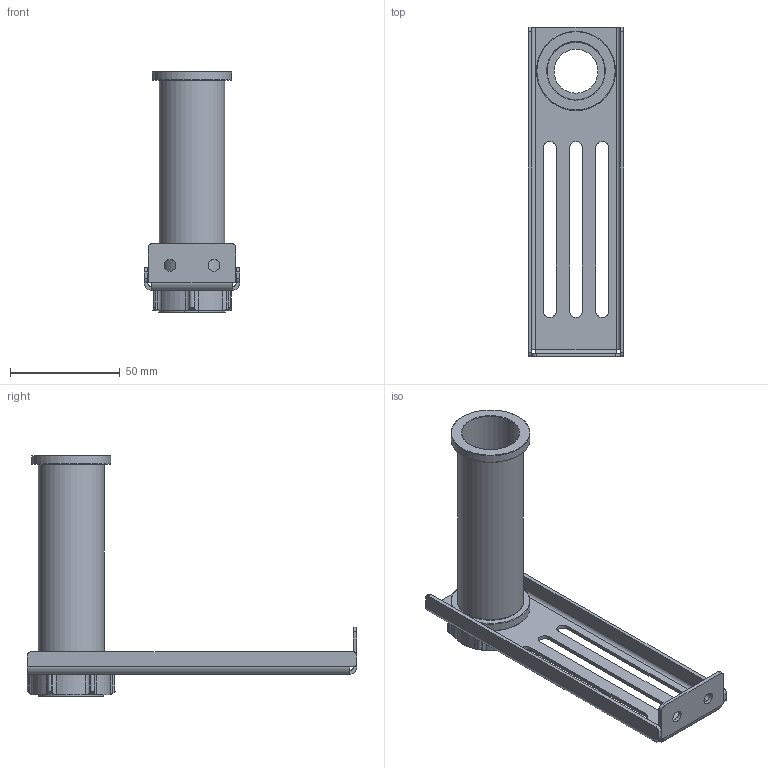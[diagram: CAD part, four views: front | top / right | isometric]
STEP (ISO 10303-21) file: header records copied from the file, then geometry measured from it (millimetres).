
FILE_DESCRIPTION(/* description */ (''),/* implementation_level */ '2;1');
FILE_NAME(/* name */ 'Filament_Coil_Holder.stp',/* time_stamp */ '2020-05-25T21:42:56+03:00',/* author */ ('fader'),/* organization */ (''),/* preprocessor_version */ 'ST-DEVELOPER v18.1',/* originating_system */ 'Autodesk Inventor 2020',/* authorisation */ '');
FILE_SCHEMA (('AUTOMOTIVE_DESIGN { 1 0 10303 214 3 1 1 }'));
Length unit declared in the file: millimetre
Products named in the file (4): Держатель_катушки_
в_сборе; Вал_для_катушки; Держатель_катушки_
основание; Гайка_вала_катушки
Assembly tree (3 placements, depth 2):
  Держатель_катушки_
в_сборе
    Вал_для_катушки
    Держатель_катушки_
основание
    Гайка_вала_катушки
Bounding box: 43.55 x 150.1 x 109.6 mm (x, y, z)
Volume: 38784.5 mm3; surface area: 40751.3 mm2
Topology: 3 solids, 3 shells, 195 faces, 483 edges, 298 vertices
Faces by surface type: cylinder 81, plane 66, torus 43, sphere 4, cone 1
Full cylindrical faces by diameter (mm): 5.38 x2, 20 x1, 26.3 x1, 30 x1, 30.1 x1, 30.18 x1, 30.2 x1, 36 x2
Entity records: 6233 total; most frequent: CARTESIAN_POINT 1331, DIRECTION 1074, ORIENTED_EDGE 966, EDGE_CURVE 483, AXIS2_PLACEMENT_3D 431, VERTEX_POINT 298, CIRCLE 228, EDGE_LOOP 215
